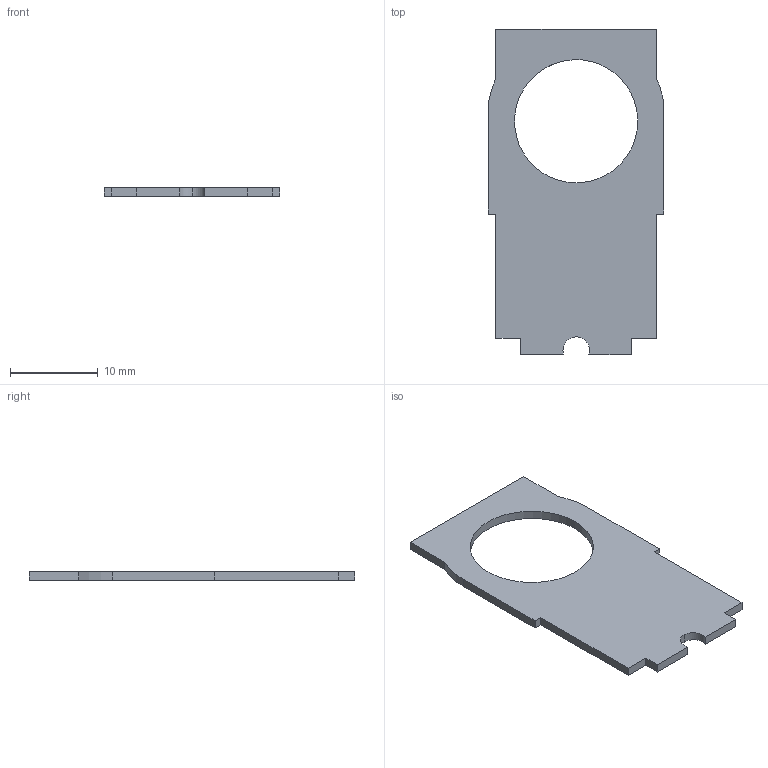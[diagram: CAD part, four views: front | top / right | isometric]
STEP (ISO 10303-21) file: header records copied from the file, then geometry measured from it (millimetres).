
FILE_DESCRIPTION(/* description */ (''),/* implementation_level */ '2;1');
FILE_NAME(/* name */ 'servo-bushing',/* time_stamp */ '2025-04-22T19:30:34+03:00',/* author */ (''),/* organization */ (''),/* preprocessor_version */ 'ST-DEVELOPER v16.5',/* originating_system */ 'Rhino 7.23',/* authorisation */ '');
FILE_SCHEMA (('CONFIG_CONTROL_DESIGN'));
Length unit declared in the file: millimetre
Products named in the file (1): Document
Bounding box: 20 x 36.95 x 1 mm (x, y, z)
Volume: 530 mm3; surface area: 1219 mm2
Topology: 1 solids, 1 shells, 22 faces, 60 edges, 40 vertices
Faces by surface type: plane 17, cylinder 5
Full cylindrical faces by diameter (mm): 14 x1
Entity records: 712 total; most frequent: CARTESIAN_POINT 226, ORIENTED_EDGE 120, EDGE_CURVE 60, VERTEX_POINT 40, B_SPLINE_CURVE_WITH_KNOTS 38, DIRECTION 26, EDGE_LOOP 24, AXIS2_PLACEMENT_3D 24
